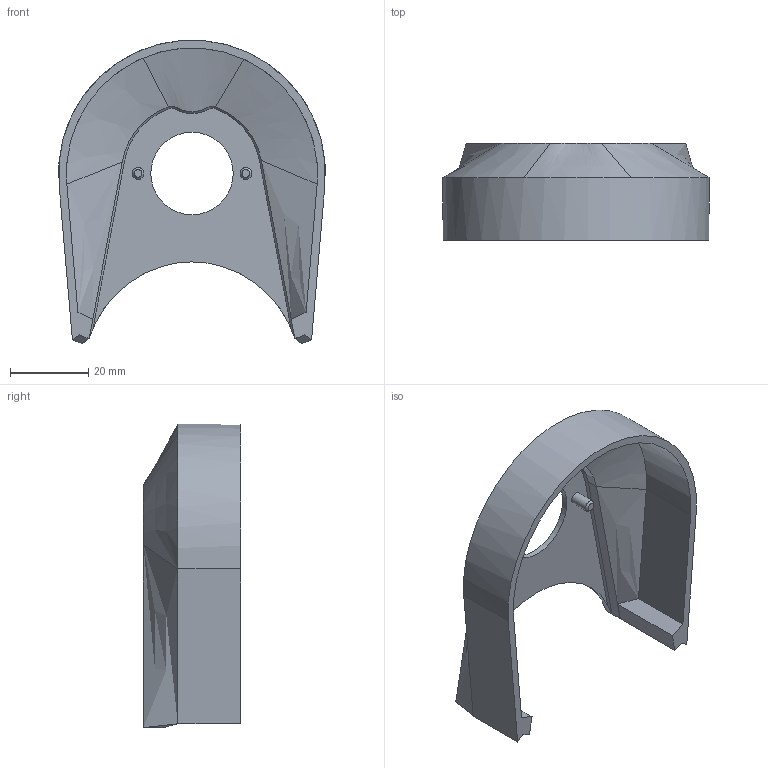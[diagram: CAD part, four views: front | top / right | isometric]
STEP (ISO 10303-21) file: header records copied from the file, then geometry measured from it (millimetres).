
FILE_DESCRIPTION(/* description */ (''),/* implementation_level */ '2;1');
FILE_NAME(/* name */ 'Bash Guard.stp',/* time_stamp */ '2019-11-27T20:51:44+01:00',/* author */ ('Petar'),/* organization */ (''),/* preprocessor_version */ 'ST-DEVELOPER v18',/* originating_system */ 'Autodesk Inventor 2020',/* authorisation */ '');
FILE_SCHEMA (('AUTOMOTIVE_DESIGN { 1 0 10303 214 3 1 1 }'));
Length unit declared in the file: millimetre
Products named in the file (1): Motor Holder Cover
Bounding box: 67.84 x 24.75 x 77.27 mm (x, y, z)
Volume: 15315.9 mm3; surface area: 14738.8 mm2
Topology: 1 solids, 1 shells, 193 faces, 518 edges, 336 vertices
Faces by surface type: plane 97, bspline 82, cylinder 10, cone 4
Full cylindrical faces by diameter (mm): 3 x2, 21 x1
Entity records: 7546 total; most frequent: CARTESIAN_POINT 3038, ORIENTED_EDGE 1036, DIRECTION 631, EDGE_CURVE 518, LINE 339, VECTOR 339, VERTEX_POINT 336, EDGE_LOOP 205
